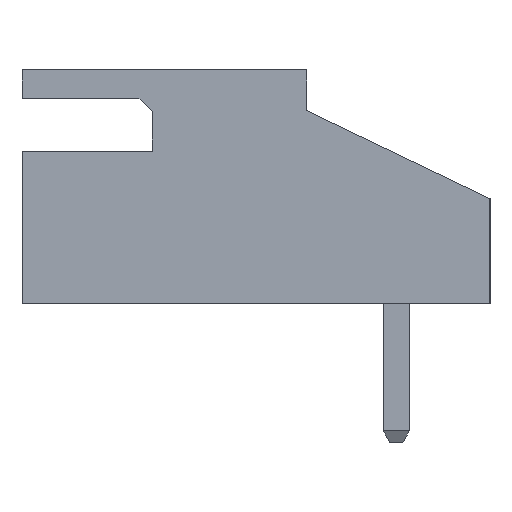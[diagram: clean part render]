
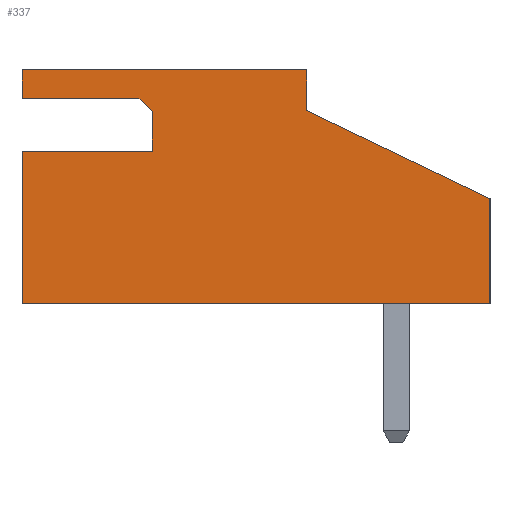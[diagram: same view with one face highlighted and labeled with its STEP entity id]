
A CAD part, left-side view. The second image highlights one B-rep face of the part: STEP entity #337.
In plain terms, the highlighted planar face has unit normal (-1, 0, 0).
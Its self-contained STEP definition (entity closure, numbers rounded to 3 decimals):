
#337=ADVANCED_FACE('',(#1262),#1264,.T.);
#1262=FACE_BOUND('',#1263,.T.);
#1263=EDGE_LOOP('',(#2012,#2013,#2014,#2015,#2016,#2017,#2018,#2019,#2020,#2021,
#2022));
#1264=PLANE('',#1265);
#1265=AXIS2_PLACEMENT_3D('',#1266,#1267,#1268);
#1266=CARTESIAN_POINT('',(-17.55,2.2,0.));
#1267=DIRECTION('',(-1.,0.,0.));
#1268=DIRECTION('',(0.,0.,1.));
#2012=ORIENTED_EDGE('',*,*,#2586,.T.);
#2013=ORIENTED_EDGE('',*,*,#2587,.T.);
#2014=ORIENTED_EDGE('',*,*,#2588,.F.);
#2015=ORIENTED_EDGE('',*,*,#2575,.F.);
#2016=ORIENTED_EDGE('',*,*,#2589,.F.);
#2017=ORIENTED_EDGE('',*,*,#2590,.F.);
#2018=ORIENTED_EDGE('',*,*,#2591,.T.);
#2019=ORIENTED_EDGE('',*,*,#2592,.T.);
#2020=ORIENTED_EDGE('',*,*,#2593,.F.);
#2021=ORIENTED_EDGE('',*,*,#2594,.T.);
#2022=ORIENTED_EDGE('',*,*,#2595,.T.);
#2575=EDGE_CURVE('',#2886,#2888,#2889,.T.);
#2586=EDGE_CURVE('',#2909,#2910,#2911,.F.);
#2587=EDGE_CURVE('',#2910,#2912,#2913,.F.);
#2588=EDGE_CURVE('',#2888,#2912,#2914,.T.);
#2589=EDGE_CURVE('',#2915,#2886,#2916,.T.);
#2590=EDGE_CURVE('',#2917,#2915,#2918,.T.);
#2591=EDGE_CURVE('',#2917,#2919,#2920,.T.);
#2592=EDGE_CURVE('',#2919,#2921,#2922,.T.);
#2593=EDGE_CURVE('',#2923,#2921,#2924,.T.);
#2594=EDGE_CURVE('',#2923,#2925,#2926,.F.);
#2595=EDGE_CURVE('',#2925,#2909,#2927,.F.);
#2886=VERTEX_POINT('',#3409);
#2888=VERTEX_POINT('',#3413);
#2889=LINE('',#3414,#3415);
#2909=VERTEX_POINT('',#3456);
#2910=VERTEX_POINT('',#3457);
#2911=LINE('',#3458,#3459);
#2912=VERTEX_POINT('',#3461);
#2913=LINE('',#3462,#3463);
#2914=LINE('',#3465,#3466);
#2915=VERTEX_POINT('',#3468);
#2916=LINE('',#3469,#3470);
#2917=VERTEX_POINT('',#3472);
#2918=LINE('',#3473,#3474);
#2919=VERTEX_POINT('',#3476);
#2920=LINE('',#3477,#3478);
#2921=VERTEX_POINT('',#3480);
#2922=LINE('',#3481,#3482);
#2923=VERTEX_POINT('',#3484);
#2924=LINE('',#3485,#3486);
#2925=VERTEX_POINT('',#3488);
#2926=LINE('',#3489,#3490);
#2927=LINE('',#3492,#3493);
#3409=CARTESIAN_POINT('',(-17.55,-2.3,0.));
#3413=CARTESIAN_POINT('',(-17.55,9.2,0.));
#3414=CARTESIAN_POINT('',(-17.55,-2.3,0.));
#3415=VECTOR('',#3416,1.);
#3416=DIRECTION('',(0.,1.,0.));
#3456=CARTESIAN_POINT('',(-17.55,6.,4.725));
#3457=CARTESIAN_POINT('',(-17.55,6.,3.75));
#3458=CARTESIAN_POINT('',(-17.55,6.,3.75));
#3459=VECTOR('',#3460,1.);
#3460=DIRECTION('',(0.,0.,1.));
#3461=CARTESIAN_POINT('',(-17.55,9.2,3.75));
#3462=CARTESIAN_POINT('',(-17.55,9.2,3.75));
#3463=VECTOR('',#3464,1.);
#3464=DIRECTION('',(0.,-1.,0.));
#3465=CARTESIAN_POINT('',(-17.55,9.2,0.));
#3466=VECTOR('',#3467,1.);
#3467=DIRECTION('',(0.,0.,1.));
#3468=CARTESIAN_POINT('',(-17.55,-2.3,2.588));
#3469=CARTESIAN_POINT('',(-17.55,-2.3,2.588));
#3470=VECTOR('',#3471,1.);
#3471=DIRECTION('',(0.,0.,-1.));
#3472=CARTESIAN_POINT('',(-17.55,2.2,4.75));
#3473=CARTESIAN_POINT('',(-17.55,2.2,4.75));
#3474=VECTOR('',#3475,1.);
#3475=DIRECTION('',(0.,-0.901,-0.433));
#3476=CARTESIAN_POINT('',(-17.55,2.2,5.75));
#3477=CARTESIAN_POINT('',(-17.55,2.2,4.75));
#3478=VECTOR('',#3479,1.);
#3479=DIRECTION('',(0.,0.,1.));
#3480=CARTESIAN_POINT('',(-17.55,9.2,5.75));
#3481=CARTESIAN_POINT('',(-17.55,2.2,5.75));
#3482=VECTOR('',#3483,1.);
#3483=DIRECTION('',(0.,1.,0.));
#3484=CARTESIAN_POINT('',(-17.55,9.2,5.05));
#3485=CARTESIAN_POINT('',(-17.55,9.2,5.05));
#3486=VECTOR('',#3487,1.);
#3487=DIRECTION('',(0.,0.,1.));
#3488=CARTESIAN_POINT('',(-17.55,6.325,5.05));
#3489=CARTESIAN_POINT('',(-17.55,6.325,5.05));
#3490=VECTOR('',#3491,1.);
#3491=DIRECTION('',(0.,1.,0.));
#3492=CARTESIAN_POINT('',(-17.55,6.,4.725));
#3493=VECTOR('',#3494,1.);
#3494=DIRECTION('',(0.,0.707,0.707));
